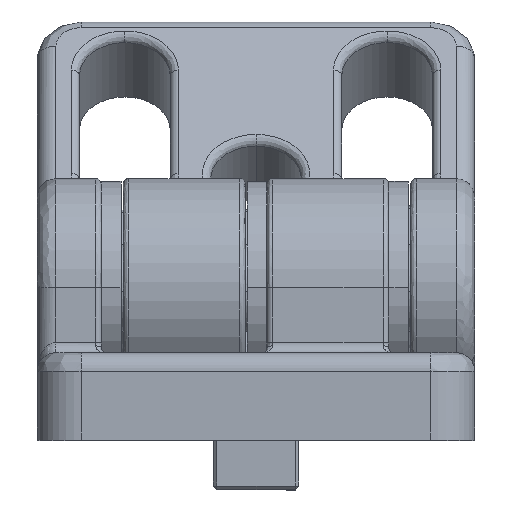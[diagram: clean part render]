
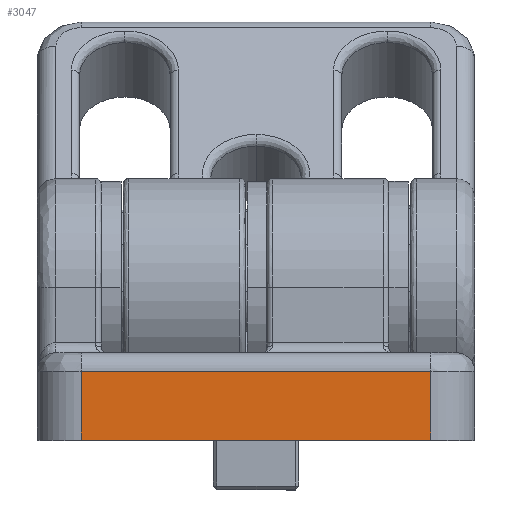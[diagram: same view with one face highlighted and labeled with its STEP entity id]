
A CAD part, top view. The second image highlights one B-rep face of the part: STEP entity #3047.
In plain terms, the highlighted face is planar.
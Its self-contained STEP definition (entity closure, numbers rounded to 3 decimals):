
#27 = AXIS2_PLACEMENT_3D ( 'NONE', #4984, #1555, #695 ) ;
#120 = ORIENTED_EDGE ( 'NONE', *, *, #605, .F. ) ;
#395 = LINE ( 'NONE', #721, #4835 ) ;
#448 = VERTEX_POINT ( 'NONE', #5366 ) ;
#605 = EDGE_CURVE ( 'NONE', #2215, #5050, #4977, .T. ) ;
#695 = DIRECTION ( 'NONE',  ( 0., 0., 1. ) ) ;
#721 = CARTESIAN_POINT ( 'NONE',  ( -40., -6., -36. ) ) ;
#820 = CARTESIAN_POINT ( 'NONE',  ( -40., -14., -40. ) ) ;
#1407 = EDGE_CURVE ( 'NONE', #448, #2215, #5142, .T. ) ;
#1502 = EDGE_LOOP ( 'NONE', ( #1546, #120, #4546, #3516 ) ) ;
#1510 = VECTOR ( 'NONE', #2914, 1000. ) ;
#1546 = ORIENTED_EDGE ( 'NONE', *, *, #3037, .F. ) ;
#1555 = DIRECTION ( 'NONE',  ( -1., 0., 0. ) ) ;
#1844 = VERTEX_POINT ( 'NONE', #5342 ) ;
#2215 = VERTEX_POINT ( 'NONE', #4438 ) ;
#2690 = VECTOR ( 'NONE', #3167, 1000. ) ;
#2914 = DIRECTION ( 'NONE',  ( 0., 0., -1. ) ) ;
#3037 = EDGE_CURVE ( 'NONE', #5050, #1844, #395, .T. ) ;
#3047 = ADVANCED_FACE ( 'NONE', ( #5382 ), #5434, .T. ) ;
#3167 = DIRECTION ( 'NONE',  ( 0., 0., -1. ) ) ;
#3516 = ORIENTED_EDGE ( 'NONE', *, *, #3832, .T. ) ;
#3522 = CARTESIAN_POINT ( 'NONE',  ( -40., -14., -36. ) ) ;
#3832 = EDGE_CURVE ( 'NONE', #448, #1844, #4087, .T. ) ;
#4087 = LINE ( 'NONE', #4850, #2690 ) ;
#4152 = DIRECTION ( 'NONE',  ( 0., 1., 0. ) ) ;
#4303 = DIRECTION ( 'NONE',  ( 0., -1., 0. ) ) ;
#4438 = CARTESIAN_POINT ( 'NONE',  ( -40., -14., -4. ) ) ;
#4546 = ORIENTED_EDGE ( 'NONE', *, *, #1407, .F. ) ;
#4722 = CARTESIAN_POINT ( 'NONE',  ( -40., 0., -4. ) ) ;
#4835 = VECTOR ( 'NONE', #4152, 1000. ) ;
#4850 = CARTESIAN_POINT ( 'NONE',  ( -40., -7.69, -40. ) ) ;
#4903 = VECTOR ( 'NONE', #4303, 1000. ) ;
#4977 = LINE ( 'NONE', #820, #1510 ) ;
#4984 = CARTESIAN_POINT ( 'NONE',  ( -40., -6., -40. ) ) ;
#5050 = VERTEX_POINT ( 'NONE', #3522 ) ;
#5142 = LINE ( 'NONE', #4722, #4903 ) ;
#5342 = CARTESIAN_POINT ( 'NONE',  ( -40., -7.69, -36. ) ) ;
#5366 = CARTESIAN_POINT ( 'NONE',  ( -40., -7.69, -4. ) ) ;
#5382 = FACE_OUTER_BOUND ( 'NONE', #1502, .T. ) ;
#5434 = PLANE ( 'NONE',  #27 ) ;
